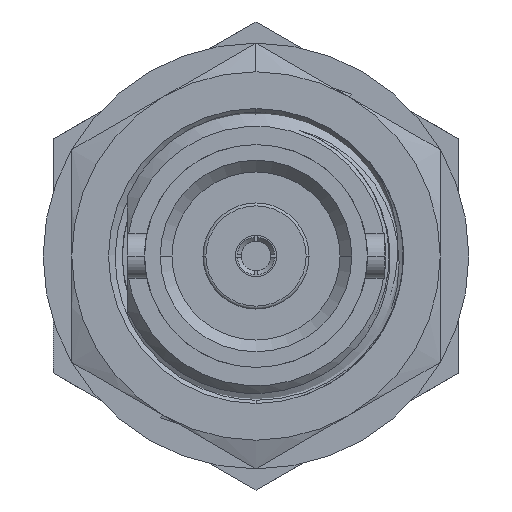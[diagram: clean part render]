
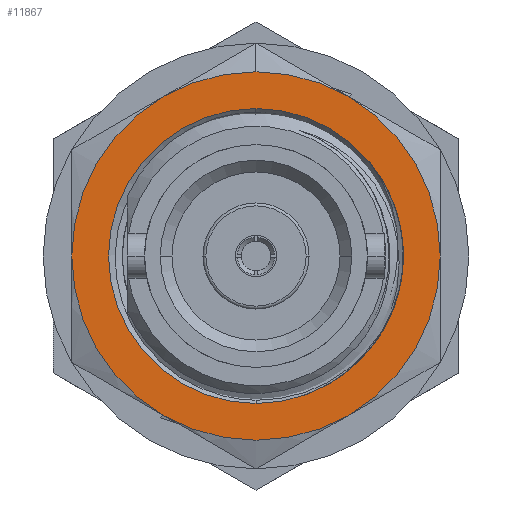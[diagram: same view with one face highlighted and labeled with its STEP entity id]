
A CAD part, left-side view. The second image highlights one B-rep face of the part: STEP entity #11867.
In plain terms, the highlighted planar face has unit normal (-1, 0, 0).
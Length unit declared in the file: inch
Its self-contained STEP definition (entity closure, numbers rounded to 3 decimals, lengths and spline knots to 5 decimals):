
#367 = CARTESIAN_POINT ( 'NONE',  ( 0.411, 0.3125, 0. ) ) ;
#618 = AXIS2_PLACEMENT_3D ( 'NONE', #746, #5393, #931 ) ;
#746 = CARTESIAN_POINT ( 'NONE',  ( 0.411, 0., 0. ) ) ;
#931 = DIRECTION ( 'NONE',  ( 0., 0., 1. ) ) ;
#990 = DIRECTION ( 'NONE',  ( -1., 0., 0. ) ) ;
#1064 = CARTESIAN_POINT ( 'NONE',  ( 0.411, 0., 0. ) ) ;
#1254 = CARTESIAN_POINT ( 'NONE',  ( 0.411, 0., 0. ) ) ;
#1255 = DIRECTION ( 'NONE',  ( 0., 0., 1. ) ) ;
#1374 = ORIENTED_EDGE ( 'NONE', *, *, #9857, .T. ) ;
#1480 = AXIS2_PLACEMENT_3D ( 'NONE', #17638, #3413, #1836 ) ;
#1747 = VERTEX_POINT ( 'NONE', #13313 ) ;
#1836 = DIRECTION ( 'NONE',  ( 0., 0., 1. ) ) ;
#1838 = CIRCLE ( 'NONE', #6288, 0.3125 ) ;
#2188 = DIRECTION ( 'NONE',  ( 0., 0., 1. ) ) ;
#2249 = VERTEX_POINT ( 'NONE', #16588 ) ;
#2397 = CIRCLE ( 'NONE', #4766, 0.3125 ) ;
#2648 = DIRECTION ( 'NONE',  ( -1., 0., 0. ) ) ;
#2776 = DIRECTION ( 'NONE',  ( 0., 0., 1. ) ) ;
#3315 = CARTESIAN_POINT ( 'NONE',  ( 0.411, 0., -0.25015 ) ) ;
#3413 = DIRECTION ( 'NONE',  ( -1., 0., 0. ) ) ;
#3942 = ORIENTED_EDGE ( 'NONE', *, *, #7212, .T. ) ;
#4729 = CIRCLE ( 'NONE', #12433, 0.3125 ) ;
#4766 = AXIS2_PLACEMENT_3D ( 'NONE', #9243, #12203, #14914 ) ;
#4831 = ORIENTED_EDGE ( 'NONE', *, *, #14197, .F. ) ;
#5071 = CIRCLE ( 'NONE', #618, 0.3125 ) ;
#5364 = AXIS2_PLACEMENT_3D ( 'NONE', #1064, #2648, #1255 ) ;
#5393 = DIRECTION ( 'NONE',  ( -1., 0., 0. ) ) ;
#5609 = DIRECTION ( 'NONE',  ( 0., 0., 1. ) ) ;
#5679 = EDGE_CURVE ( 'NONE', #7519, #1747, #1838, .T. ) ;
#5712 = AXIS2_PLACEMENT_3D ( 'NONE', #18040, #9573, #13752 ) ;
#6288 = AXIS2_PLACEMENT_3D ( 'NONE', #9637, #16520, #2776 ) ;
#6569 = VERTEX_POINT ( 'NONE', #8055 ) ;
#6724 = ORIENTED_EDGE ( 'NONE', *, *, #16404, .T. ) ;
#6893 = AXIS2_PLACEMENT_3D ( 'NONE', #13491, #10892, #10713 ) ;
#7212 = EDGE_CURVE ( 'NONE', #13991, #2249, #2397, .T. ) ;
#7273 = FACE_BOUND ( 'NONE', #12380, .T. ) ;
#7420 = EDGE_CURVE ( 'NONE', #16823, #6569, #11296, .T. ) ;
#7519 = VERTEX_POINT ( 'NONE', #16778 ) ;
#7716 = AXIS2_PLACEMENT_3D ( 'NONE', #9715, #990, #8318 ) ;
#7810 = EDGE_LOOP ( 'NONE', ( #6724, #10077, #17794, #1374, #10904, #11472, #3942 ) ) ;
#8055 = CARTESIAN_POINT ( 'NONE',  ( 0.411, 0.15625, 0.27063 ) ) ;
#8318 = DIRECTION ( 'NONE',  ( 0., 0., 1. ) ) ;
#8726 = CARTESIAN_POINT ( 'NONE',  ( 0.411, -0.3125, 0. ) ) ;
#9181 = CIRCLE ( 'NONE', #1480, 0.3125 ) ;
#9243 = CARTESIAN_POINT ( 'NONE',  ( 0.411, 0., 0. ) ) ;
#9573 = DIRECTION ( 'NONE',  ( -1., 0., 0. ) ) ;
#9637 = CARTESIAN_POINT ( 'NONE',  ( 0.411, 0., 0. ) ) ;
#9715 = CARTESIAN_POINT ( 'NONE',  ( 0.411, 0., 0. ) ) ;
#9779 = AXIS2_PLACEMENT_3D ( 'NONE', #1254, #17048, #5609 ) ;
#9857 = EDGE_CURVE ( 'NONE', #13096, #7519, #9181, .T. ) ;
#10077 = ORIENTED_EDGE ( 'NONE', *, *, #7420, .T. ) ;
#10713 = DIRECTION ( 'NONE',  ( 0., 0., 1. ) ) ;
#10892 = DIRECTION ( 'NONE',  ( -1., 0., 0. ) ) ;
#10904 = ORIENTED_EDGE ( 'NONE', *, *, #5679, .T. ) ;
#10970 = VERTEX_POINT ( 'NONE', #14995 ) ;
#11296 = CIRCLE ( 'NONE', #5364, 0.3125 ) ;
#11472 = ORIENTED_EDGE ( 'NONE', *, *, #11533, .T. ) ;
#11533 = EDGE_CURVE ( 'NONE', #1747, #13991, #4729, .T. ) ;
#11867 = ADVANCED_FACE ( 'NONE', ( #7273, #14076 ), #12929, .T. ) ;
#12203 = DIRECTION ( 'NONE',  ( -1., 0., 0. ) ) ;
#12380 = EDGE_LOOP ( 'NONE', ( #4831, #13191 ) ) ;
#12433 = AXIS2_PLACEMENT_3D ( 'NONE', #13882, #13593, #2188 ) ;
#12929 = PLANE ( 'NONE',  #9779 ) ;
#13096 = VERTEX_POINT ( 'NONE', #367 ) ;
#13191 = ORIENTED_EDGE ( 'NONE', *, *, #18347, .F. ) ;
#13313 = CARTESIAN_POINT ( 'NONE',  ( 0.411, -0.15625, -0.27063 ) ) ;
#13491 = CARTESIAN_POINT ( 'NONE',  ( 0.411, 0., 0. ) ) ;
#13593 = DIRECTION ( 'NONE',  ( -1., 0., 0. ) ) ;
#13752 = DIRECTION ( 'NONE',  ( 0., 0., 1. ) ) ;
#13882 = CARTESIAN_POINT ( 'NONE',  ( 0.411, 0., 0. ) ) ;
#13991 = VERTEX_POINT ( 'NONE', #8726 ) ;
#14076 = FACE_OUTER_BOUND ( 'NONE', #7810, .T. ) ;
#14197 = EDGE_CURVE ( 'NONE', #16605, #10970, #14238, .T. ) ;
#14238 = CIRCLE ( 'NONE', #7716, 0.25015 ) ;
#14914 = DIRECTION ( 'NONE',  ( 0., 0., 1. ) ) ;
#14995 = CARTESIAN_POINT ( 'NONE',  ( 0.411, 0., 0.25015 ) ) ;
#15804 = CIRCLE ( 'NONE', #6893, 0.25015 ) ;
#16106 = CIRCLE ( 'NONE', #5712, 0.3125 ) ;
#16404 = EDGE_CURVE ( 'NONE', #2249, #16823, #5071, .T. ) ;
#16520 = DIRECTION ( 'NONE',  ( -1., 0., 0. ) ) ;
#16588 = CARTESIAN_POINT ( 'NONE',  ( 0.411, -0.15625, 0.27063 ) ) ;
#16591 = CARTESIAN_POINT ( 'NONE',  ( 0.411, 0., 0.3125 ) ) ;
#16605 = VERTEX_POINT ( 'NONE', #3315 ) ;
#16778 = CARTESIAN_POINT ( 'NONE',  ( 0.411, 0.15625, -0.27063 ) ) ;
#16823 = VERTEX_POINT ( 'NONE', #16591 ) ;
#17048 = DIRECTION ( 'NONE',  ( -1., 0., 0. ) ) ;
#17393 = EDGE_CURVE ( 'NONE', #6569, #13096, #16106, .T. ) ;
#17638 = CARTESIAN_POINT ( 'NONE',  ( 0.411, 0., 0. ) ) ;
#17794 = ORIENTED_EDGE ( 'NONE', *, *, #17393, .T. ) ;
#18040 = CARTESIAN_POINT ( 'NONE',  ( 0.411, 0., 0. ) ) ;
#18347 = EDGE_CURVE ( 'NONE', #10970, #16605, #15804, .T. ) ;
